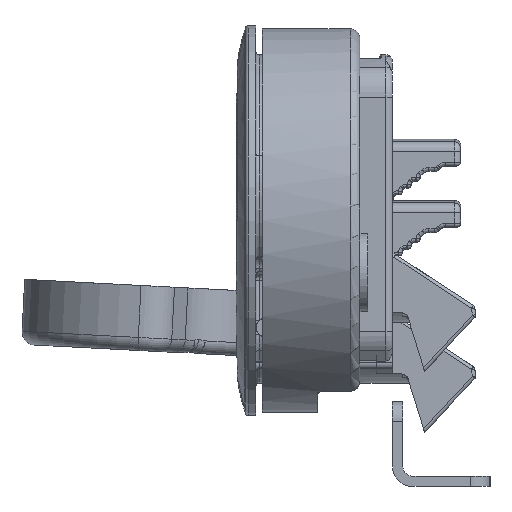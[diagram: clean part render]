
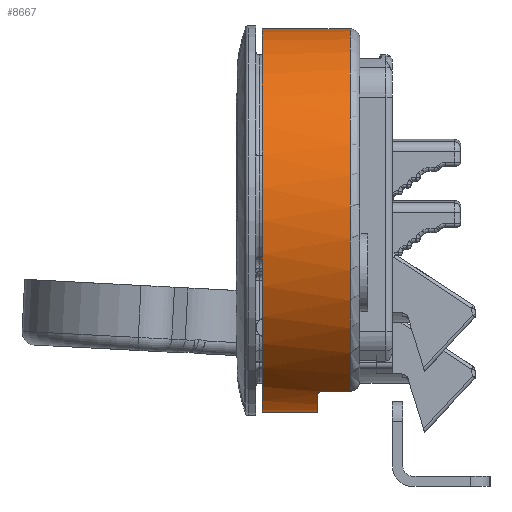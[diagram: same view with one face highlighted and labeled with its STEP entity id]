
A CAD part, left-side view. The second image highlights one B-rep face of the part: STEP entity #8667.
In plain terms, the highlighted cylindrical face has radius 29.5 mm (diameter 59 mm), a partial arc.
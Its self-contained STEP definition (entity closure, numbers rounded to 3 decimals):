
#269 = ORIENTED_EDGE ( 'NONE', *, *, #20120, .T. ) ;
#872 = CARTESIAN_POINT ( 'NONE',  ( -26.603, 12.749, 8.523 ) ) ;
#894 = CYLINDRICAL_SURFACE ( 'NONE', #5990, 29.5 ) ;
#1115 = CIRCLE ( 'NONE', #17708, 29.5 ) ;
#1910 = CIRCLE ( 'NONE', #5319, 29.5 ) ;
#1960 = ORIENTED_EDGE ( 'NONE', *, *, #17662, .F. ) ;
#2043 = ORIENTED_EDGE ( 'NONE', *, *, #20813, .F. ) ;
#2059 = DIRECTION ( 'NONE',  ( -1., 0., 0. ) ) ;
#2143 = CARTESIAN_POINT ( 'NONE',  ( -29.5, 0., 15. ) ) ;
#2236 = VERTEX_POINT ( 'NONE', #8423 ) ;
#2286 = VERTEX_POINT ( 'NONE', #6831 ) ;
#2467 = CARTESIAN_POINT ( 'NONE',  ( -26.435, 13.094, 8.685 ) ) ;
#2779 = CARTESIAN_POINT ( 'NONE',  ( -26.245, 13.471, 9.223 ) ) ;
#2859 = ORIENTED_EDGE ( 'NONE', *, *, #11241, .F. ) ;
#2940 = CARTESIAN_POINT ( 'NONE',  ( 0., 0., 0. ) ) ;
#3529 = LINE ( 'NONE', #2143, #16715 ) ;
#3992 = CARTESIAN_POINT ( 'NONE',  ( 0., 0., 15. ) ) ;
#4934 = B_SPLINE_CURVE_WITH_KNOTS ( 'NONE', 3,
 ( #17209, #14016, #872, #10518, #2467, #20394, #8946, #2779, #15401, #20504 ),
 .UNSPECIFIED., .F., .F.,
 ( 4, 2, 2, 2, 4 ),
 ( 0., 0., 0.001, 0.001, 0.002 ),
 .UNSPECIFIED. ) ;
#5319 = AXIS2_PLACEMENT_3D ( 'NONE', #2940, #18957, #9405 ) ;
#5349 = DIRECTION ( 'NONE',  ( 0., 0., -1. ) ) ;
#5990 = AXIS2_PLACEMENT_3D ( 'NONE', #3992, #13294, #2059 ) ;
#6187 = EDGE_CURVE ( 'NONE', #7222, #9581, #1910, .T. ) ;
#6831 = CARTESIAN_POINT ( 'NONE',  ( -26.23, 13.5, 13.5 ) ) ;
#7222 = VERTEX_POINT ( 'NONE', #16546 ) ;
#7640 = DIRECTION ( 'NONE',  ( 0., 0., 1. ) ) ;
#7744 = DIRECTION ( 'NONE',  ( 1., 0., 0. ) ) ;
#8423 = CARTESIAN_POINT ( 'NONE',  ( -29.5, 0., 8.5 ) ) ;
#8667 = ADVANCED_FACE ( 'NONE', ( #18513 ), #894, .T. ) ;
#8946 = CARTESIAN_POINT ( 'NONE',  ( -26.301, 13.361, 8.974 ) ) ;
#9243 = LINE ( 'NONE', #17095, #10128 ) ;
#9363 = AXIS2_PLACEMENT_3D ( 'NONE', #19402, #14923, #16429 ) ;
#9405 = DIRECTION ( 'NONE',  ( 1., 0., 0. ) ) ;
#9581 = VERTEX_POINT ( 'NONE', #14894 ) ;
#10075 = EDGE_CURVE ( 'NONE', #2286, #19077, #19511, .T. ) ;
#10128 = VECTOR ( 'NONE', #18485, 1000. ) ;
#10518 = CARTESIAN_POINT ( 'NONE',  ( -26.488, 12.986, 8.617 ) ) ;
#11241 = EDGE_CURVE ( 'NONE', #2286, #17961, #9243, .T. ) ;
#13294 = DIRECTION ( 'NONE',  ( 0., 0., -1. ) ) ;
#13437 = CARTESIAN_POINT ( 'NONE',  ( 29.5, 0., 15. ) ) ;
#14016 = CARTESIAN_POINT ( 'NONE',  ( -26.662, 12.626, 8.5 ) ) ;
#14757 = ORIENTED_EDGE ( 'NONE', *, *, #6187, .T. ) ;
#14894 = CARTESIAN_POINT ( 'NONE',  ( -29.5, 0., 0. ) ) ;
#14902 = LINE ( 'NONE', #13437, #17367 ) ;
#14923 = DIRECTION ( 'NONE',  ( 0., 0., -1. ) ) ;
#14938 = CARTESIAN_POINT ( 'NONE',  ( 29.5, 0., 13.5 ) ) ;
#15401 = CARTESIAN_POINT ( 'NONE',  ( -26.23, 13.5, 9.36 ) ) ;
#15712 = CARTESIAN_POINT ( 'NONE',  ( -26.23, 13.5, 9.5 ) ) ;
#15900 = CARTESIAN_POINT ( 'NONE',  ( 0., 0., 8.5 ) ) ;
#15981 = EDGE_LOOP ( 'NONE', ( #18005, #269, #14757, #2043, #1960, #17739, #2859 ) ) ;
#16429 = DIRECTION ( 'NONE',  ( 1., 0., 0. ) ) ;
#16546 = CARTESIAN_POINT ( 'NONE',  ( 29.5, 0., 0. ) ) ;
#16715 = VECTOR ( 'NONE', #5349, 1000. ) ;
#17095 = CARTESIAN_POINT ( 'NONE',  ( -26.23, 13.5, 15. ) ) ;
#17209 = CARTESIAN_POINT ( 'NONE',  ( -26.721, 12.5, 8.5 ) ) ;
#17367 = VECTOR ( 'NONE', #20009, 1000. ) ;
#17662 = EDGE_CURVE ( 'NONE', #19472, #2236, #1115, .T. ) ;
#17708 = AXIS2_PLACEMENT_3D ( 'NONE', #15900, #7640, #7744 ) ;
#17739 = ORIENTED_EDGE ( 'NONE', *, *, #18896, .T. ) ;
#17961 = VERTEX_POINT ( 'NONE', #15712 ) ;
#18005 = ORIENTED_EDGE ( 'NONE', *, *, #10075, .T. ) ;
#18485 = DIRECTION ( 'NONE',  ( 0., 0., -1. ) ) ;
#18513 = FACE_OUTER_BOUND ( 'NONE', #15981, .T. ) ;
#18896 = EDGE_CURVE ( 'NONE', #19472, #17961, #4934, .T. ) ;
#18957 = DIRECTION ( 'NONE',  ( 0., 0., 1. ) ) ;
#19077 = VERTEX_POINT ( 'NONE', #14938 ) ;
#19169 = CARTESIAN_POINT ( 'NONE',  ( -26.721, 12.5, 8.5 ) ) ;
#19402 = CARTESIAN_POINT ( 'NONE',  ( 0., 0., 13.5 ) ) ;
#19472 = VERTEX_POINT ( 'NONE', #19169 ) ;
#19511 = CIRCLE ( 'NONE', #9363, 29.5 ) ;
#20009 = DIRECTION ( 'NONE',  ( 0., 0., -1. ) ) ;
#20120 = EDGE_CURVE ( 'NONE', #19077, #7222, #14902, .T. ) ;
#20394 = CARTESIAN_POINT ( 'NONE',  ( -26.34, 13.284, 8.865 ) ) ;
#20504 = CARTESIAN_POINT ( 'NONE',  ( -26.23, 13.5, 9.5 ) ) ;
#20813 = EDGE_CURVE ( 'NONE', #2236, #9581, #3529, .T. ) ;
